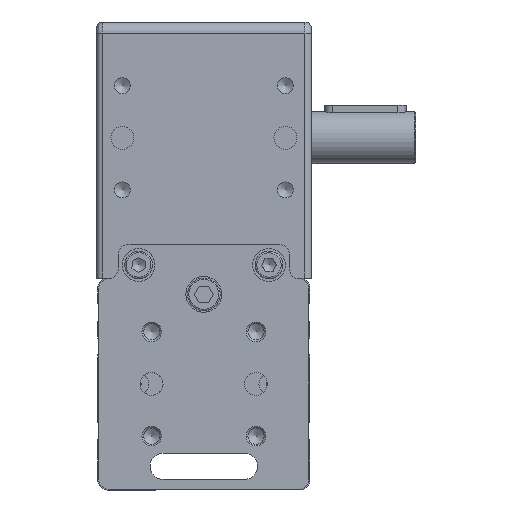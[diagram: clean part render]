
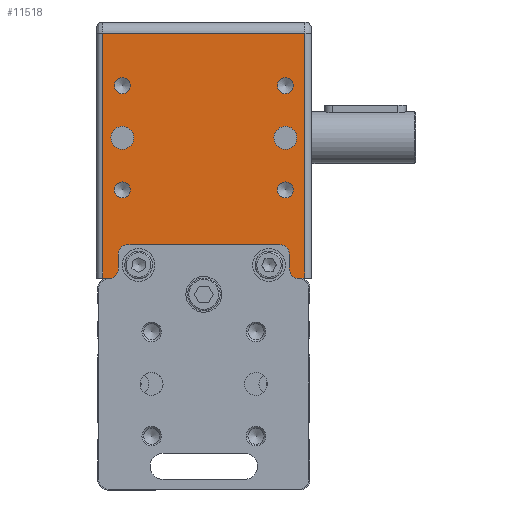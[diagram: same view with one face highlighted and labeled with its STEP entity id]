
A CAD part, front view. The second image highlights one B-rep face of the part: STEP entity #11518.
In plain terms, the highlighted face is planar.
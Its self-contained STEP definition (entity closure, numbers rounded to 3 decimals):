
#11204=CARTESIAN_POINT('',(-3.615,57.268,1140.));
#11205=VERTEX_POINT('',#11204);
#11212=CARTESIAN_POINT('',(-3.615,54.268,1140.));
#11213=VERTEX_POINT('',#11212);
#11214=CARTESIAN_POINT('',(-3.615,54.268,1140.));
#11215=DIRECTION('',(0.0,1.0,0.0));
#11216=VECTOR('',#11215,3.);
#11217=LINE('',#11214,#11216);
#11218=EDGE_CURVE('',#11213,#11205,#11217,.T.);
#11242=CARTESIAN_POINT('',(11.385,57.268,1140.));
#11243=VERTEX_POINT('',#11242);
#11250=CARTESIAN_POINT('',(-3.615,57.268,1140.));
#11251=DIRECTION('',(1.0,0.0,0.0));
#11252=VECTOR('',#11251,15.);
#11253=LINE('',#11250,#11252);
#11254=EDGE_CURVE('',#11205,#11243,#11253,.T.);
#11273=CARTESIAN_POINT('',(11.385,54.268,1140.));
#11274=VERTEX_POINT('',#11273);
#11281=CARTESIAN_POINT('',(11.385,57.268,1140.));
#11282=DIRECTION('',(0.0,-1.0,0.0));
#11283=VECTOR('',#11282,3.0);
#11284=LINE('',#11281,#11283);
#11285=EDGE_CURVE('',#11243,#11274,#11284,.T.);
#11314=CARTESIAN_POINT('',(20.385,51.568,1140.));
#11315=VERTEX_POINT('',#11314);
#11322=CARTESIAN_POINT('',(20.385,54.268,1140.));
#11323=VERTEX_POINT('',#11322);
#11324=CARTESIAN_POINT('',(20.385,54.268,1140.));
#11325=DIRECTION('',(0.0,-1.0,0.0));
#11326=VECTOR('',#11325,2.7);
#11327=LINE('',#11324,#11326);
#11328=EDGE_CURVE('',#11323,#11315,#11327,.T.);
#11346=CARTESIAN_POINT('',(11.385,54.268,1140.));
#11347=DIRECTION('',(1.0,0.0,0.0));
#11348=VECTOR('',#11347,9.);
#11349=LINE('',#11346,#11348);
#11350=EDGE_CURVE('',#11274,#11323,#11349,.T.);
#11355=CARTESIAN_POINT('',(-12.615,54.268,1140.));
#11356=VERTEX_POINT('',#11355);
#11357=CARTESIAN_POINT('',(-12.615,54.268,1140.));
#11358=DIRECTION('',(1.0,0.0,0.0));
#11359=VECTOR('',#11358,9.0);
#11360=LINE('',#11357,#11359);
#11361=EDGE_CURVE('',#11356,#11213,#11360,.T.);
#11383=CARTESIAN_POINT('',(-12.615,51.568,1140.));
#11384=VERTEX_POINT('',#11383);
#11385=CARTESIAN_POINT('',(-12.615,51.568,1140.));
#11386=DIRECTION('',(0.0,1.0,0.0));
#11387=VECTOR('',#11386,2.7);
#11388=LINE('',#11385,#11387);
#11389=EDGE_CURVE('',#11384,#11356,#11388,.T.);
#11400=CARTESIAN_POINT('',(36.885,51.568,1140.));
#11401=DIRECTION('',(0.0,0.0,1.0));
#11402=DIRECTION('',(1.0,0.0,0.0));
#11403=AXIS2_PLACEMENT_3D('',#11400,#11401,#11402);
#11404=PLANE('',#11403);
#11405=ORIENTED_EDGE('',*,*,#11285,.T.);
#11406=ORIENTED_EDGE('',*,*,#11350,.T.);
#11407=ORIENTED_EDGE('',*,*,#11328,.T.);
#11408=CARTESIAN_POINT('',(34.885,51.568,1140.));
#11409=VERTEX_POINT('',#11408);
#11410=CARTESIAN_POINT('',(20.385,51.568,1140.));
#11411=DIRECTION('',(1.0,0.0,0.0));
#11412=VECTOR('',#11411,14.5);
#11413=LINE('',#11410,#11412);
#11414=EDGE_CURVE('',#11315,#11409,#11413,.T.);
#11415=ORIENTED_EDGE('',*,*,#11414,.T.);
#11416=CARTESIAN_POINT('',(34.885,126.568,1140.));
#11417=VERTEX_POINT('',#11416);
#11418=CARTESIAN_POINT('',(34.885,126.568,1140.));
#11419=DIRECTION('',(0.0,-1.0,0.0));
#11420=VECTOR('',#11419,75.);
#11421=LINE('',#11418,#11420);
#11422=EDGE_CURVE('',#11417,#11409,#11421,.T.);
#11423=ORIENTED_EDGE('',*,*,#11422,.F.);
#11424=CARTESIAN_POINT('',(-27.115,126.568,1140.));
#11425=VERTEX_POINT('',#11424);
#11426=CARTESIAN_POINT('',(-27.115,126.568,1140.));
#11427=DIRECTION('',(1.0,0.0,0.0));
#11428=VECTOR('',#11427,62.);
#11429=LINE('',#11426,#11428);
#11430=EDGE_CURVE('',#11425,#11417,#11429,.T.);
#11431=ORIENTED_EDGE('',*,*,#11430,.F.);
#11432=CARTESIAN_POINT('',(-27.115,51.568,1140.));
#11433=VERTEX_POINT('',#11432);
#11434=CARTESIAN_POINT('',(-27.115,51.568,1140.));
#11435=DIRECTION('',(0.0,1.0,0.0));
#11436=VECTOR('',#11435,75.);
#11437=LINE('',#11434,#11436);
#11438=EDGE_CURVE('',#11433,#11425,#11437,.T.);
#11439=ORIENTED_EDGE('',*,*,#11438,.F.);
#11440=CARTESIAN_POINT('',(-27.115,51.568,1140.));
#11441=DIRECTION('',(1.0,0.0,0.0));
#11442=VECTOR('',#11441,14.5);
#11443=LINE('',#11440,#11442);
#11444=EDGE_CURVE('',#11433,#11384,#11443,.T.);
#11445=ORIENTED_EDGE('',*,*,#11444,.T.);
#11446=ORIENTED_EDGE('',*,*,#11389,.T.);
#11447=ORIENTED_EDGE('',*,*,#11361,.T.);
#11448=ORIENTED_EDGE('',*,*,#11218,.T.);
#11449=ORIENTED_EDGE('',*,*,#11254,.T.);
#11450=EDGE_LOOP('',(#11405,#11406,#11407,#11415,#11423,#11431,#11439,#11445,#11446,#11447,#11448,#11449));
#11451=FACE_OUTER_BOUND('',#11450,.T.);
#11452=CARTESIAN_POINT('',(32.385,94.568,1140.));
#11453=VERTEX_POINT('',#11452);
#11454=CARTESIAN_POINT('',(28.885,94.568,1140.));
#11455=DIRECTION('',(0.0,0.0,-1.0));
#11456=DIRECTION('',(-1.0,0.0,0.0));
#11457=AXIS2_PLACEMENT_3D('',#11454,#11455,#11456);
#11458=CIRCLE('',#11457,3.5);
#11459=EDGE_CURVE('',#11453,#11453,#11458,.T.);
#11460=ORIENTED_EDGE('',*,*,#11459,.T.);
#11461=EDGE_LOOP('',(#11460));
#11462=FACE_BOUND('',#11461,.T.);
#11463=CARTESIAN_POINT('',(31.344,110.568,1140.));
#11464=VERTEX_POINT('',#11463);
#11465=CARTESIAN_POINT('',(28.885,110.568,1140.));
#11466=DIRECTION('',(0.0,0.0,-1.0));
#11467=DIRECTION('',(1.0,0.0,0.0));
#11468=AXIS2_PLACEMENT_3D('',#11465,#11466,#11467);
#11469=CIRCLE('',#11468,2.459);
#11470=EDGE_CURVE('',#11464,#11464,#11469,.T.);
#11471=ORIENTED_EDGE('',*,*,#11470,.T.);
#11472=EDGE_LOOP('',(#11471));
#11473=FACE_BOUND('',#11472,.T.);
#11474=CARTESIAN_POINT('',(-24.615,94.568,1140.));
#11475=VERTEX_POINT('',#11474);
#11476=CARTESIAN_POINT('',(-21.115,94.568,1140.));
#11477=DIRECTION('',(0.0,0.0,-1.0));
#11478=DIRECTION('',(1.0,0.0,0.0));
#11479=AXIS2_PLACEMENT_3D('',#11476,#11477,#11478);
#11480=CIRCLE('',#11479,3.5);
#11481=EDGE_CURVE('',#11475,#11475,#11480,.T.);
#11482=ORIENTED_EDGE('',*,*,#11481,.T.);
#11483=EDGE_LOOP('',(#11482));
#11484=FACE_BOUND('',#11483,.T.);
#11485=CARTESIAN_POINT('',(-23.573,110.568,1140.));
#11486=VERTEX_POINT('',#11485);
#11487=CARTESIAN_POINT('',(-21.115,110.568,1140.));
#11488=DIRECTION('',(0.0,0.0,-1.0));
#11489=DIRECTION('',(-1.0,0.0,0.0));
#11490=AXIS2_PLACEMENT_3D('',#11487,#11488,#11489);
#11491=CIRCLE('',#11490,2.459);
#11492=EDGE_CURVE('',#11486,#11486,#11491,.T.);
#11493=ORIENTED_EDGE('',*,*,#11492,.T.);
#11494=EDGE_LOOP('',(#11493));
#11495=FACE_BOUND('',#11494,.T.);
#11496=CARTESIAN_POINT('',(-23.573,78.568,1140.));
#11497=VERTEX_POINT('',#11496);
#11498=CARTESIAN_POINT('',(-21.115,78.568,1140.));
#11499=DIRECTION('',(0.0,0.0,-1.0));
#11500=DIRECTION('',(-1.0,0.0,0.0));
#11501=AXIS2_PLACEMENT_3D('',#11498,#11499,#11500);
#11502=CIRCLE('',#11501,2.459);
#11503=EDGE_CURVE('',#11497,#11497,#11502,.T.);
#11504=ORIENTED_EDGE('',*,*,#11503,.T.);
#11505=EDGE_LOOP('',(#11504));
#11506=FACE_BOUND('',#11505,.T.);
#11507=CARTESIAN_POINT('',(31.344,78.568,1140.));
#11508=VERTEX_POINT('',#11507);
#11509=CARTESIAN_POINT('',(28.885,78.568,1140.));
#11510=DIRECTION('',(0.0,0.0,-1.0));
#11511=DIRECTION('',(1.0,0.0,0.0));
#11512=AXIS2_PLACEMENT_3D('',#11509,#11510,#11511);
#11513=CIRCLE('',#11512,2.459);
#11514=EDGE_CURVE('',#11508,#11508,#11513,.T.);
#11515=ORIENTED_EDGE('',*,*,#11514,.T.);
#11516=EDGE_LOOP('',(#11515));
#11517=FACE_BOUND('',#11516,.T.);
#11518=ADVANCED_FACE('',(#11451,#11462,#11473,#11484,#11495,#11506,#11517),#11404,.T.);
